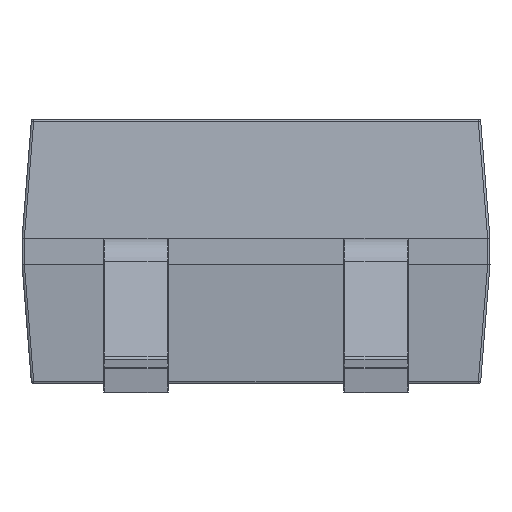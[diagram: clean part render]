
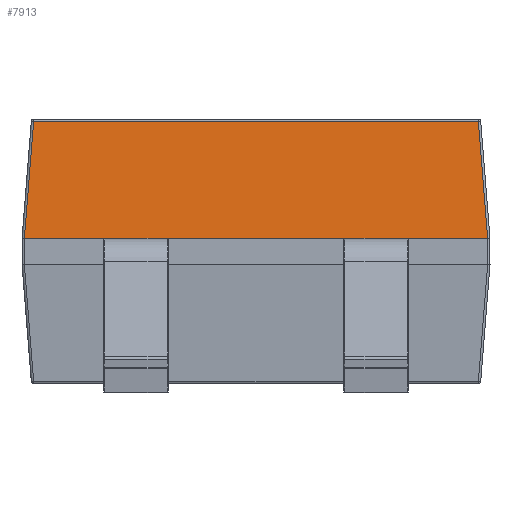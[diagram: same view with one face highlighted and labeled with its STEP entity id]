
A CAD part, front view. The second image highlights one B-rep face of the part: STEP entity #7913.
In plain terms, the highlighted planar face has unit normal (0, -0.997, 0.079).
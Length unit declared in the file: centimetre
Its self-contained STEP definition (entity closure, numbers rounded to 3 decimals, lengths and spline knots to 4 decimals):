
#48 = LINE ( 'NONE', #8943, #3033 ) ;
#278 = CARTESIAN_POINT ( 'NONE',  ( 0., -0.205, 0.1638 ) ) ;
#787 = ORIENTED_EDGE ( 'NONE', *, *, #10442, .T. ) ;
#894 = FACE_OUTER_BOUND ( 'NONE', #1163, .T. ) ;
#945 = EDGE_CURVE ( 'NONE', #5750, #6398, #48, .T. ) ;
#1152 = DIRECTION ( 'NONE',  ( 1., 0., 0. ) ) ;
#1159 = EDGE_CURVE ( 'NONE', #6398, #9563, #7336, .T. ) ;
#1163 = EDGE_LOOP ( 'NONE', ( #2324, #6851, #7683, #4046, #2551, #787, #4550, #8502 ) ) ;
#1688 = CARTESIAN_POINT ( 'NONE',  ( -0.16, -0.205, 0.1638 ) ) ;
#1764 = LINE ( 'NONE', #2630, #8121 ) ;
#1943 = VECTOR ( 'NONE', #1152, 100. ) ;
#2324 = ORIENTED_EDGE ( 'NONE', *, *, #2920, .T. ) ;
#2331 = VECTOR ( 'NONE', #6760, 100. ) ;
#2401 = EDGE_CURVE ( 'NONE', #5481, #10008, #3593, .T. ) ;
#2551 = ORIENTED_EDGE ( 'NONE', *, *, #1159, .T. ) ;
#2630 = CARTESIAN_POINT ( 'NONE',  ( 0.245, -0.205, 0.1638 ) ) ;
#2712 = VERTEX_POINT ( 'NONE', #9984 ) ;
#2863 = VECTOR ( 'NONE', #5719, 100. ) ;
#2874 = CARTESIAN_POINT ( 'NONE',  ( -0.094, -0.205, 0.1638 ) ) ;
#2900 = VECTOR ( 'NONE', #5125, 100. ) ;
#2920 = EDGE_CURVE ( 'NONE', #10008, #2712, #1764, .T. ) ;
#3033 = VECTOR ( 'NONE', #4830, 100. ) ;
#3096 = LINE ( 'NONE', #10719, #2863 ) ;
#3593 = LINE ( 'NONE', #4260, #7777 ) ;
#3934 = DIRECTION ( 'NONE',  ( 0., -0.997, 0.079 ) ) ;
#4046 = ORIENTED_EDGE ( 'NONE', *, *, #945, .T. ) ;
#4130 = VECTOR ( 'NONE', #5203, 100. ) ;
#4260 = CARTESIAN_POINT ( 'NONE',  ( 0., -0.205, 0.1638 ) ) ;
#4550 = ORIENTED_EDGE ( 'NONE', *, *, #7622, .T. ) ;
#4830 = DIRECTION ( 'NONE',  ( 1., 0., 0. ) ) ;
#5012 = VERTEX_POINT ( 'NONE', #7956 ) ;
#5125 = DIRECTION ( 'NONE',  ( 1., 0., 0. ) ) ;
#5203 = DIRECTION ( 'NONE',  ( -1., 0., 0. ) ) ;
#5481 = VERTEX_POINT ( 'NONE', #6064 ) ;
#5719 = DIRECTION ( 'NONE',  ( 1., 0., 0. ) ) ;
#5750 = VERTEX_POINT ( 'NONE', #10504 ) ;
#5894 = CARTESIAN_POINT ( 'NONE',  ( 0.245, -0.205, 0.1638 ) ) ;
#6003 = EDGE_CURVE ( 'NONE', #5012, #5750, #8951, .T. ) ;
#6064 = CARTESIAN_POINT ( 'NONE',  ( 0.16, -0.205, 0.1638 ) ) ;
#6337 = LINE ( 'NONE', #278, #1943 ) ;
#6347 = LINE ( 'NONE', #9344, #4130 ) ;
#6398 = VERTEX_POINT ( 'NONE', #1688 ) ;
#6760 = DIRECTION ( 'NONE',  ( -0.079, -0.079, -0.994 ) ) ;
#6789 = DIRECTION ( 'NONE',  ( 1., 0., 0. ) ) ;
#6851 = ORIENTED_EDGE ( 'NONE', *, *, #8287, .T. ) ;
#7336 = LINE ( 'NONE', #7655, #2900 ) ;
#7620 = CARTESIAN_POINT ( 'NONE',  ( 0.094, -0.205, 0.1638 ) ) ;
#7622 = EDGE_CURVE ( 'NONE', #8836, #5481, #3096, .T. ) ;
#7655 = CARTESIAN_POINT ( 'NONE',  ( 0., -0.205, 0.1638 ) ) ;
#7683 = ORIENTED_EDGE ( 'NONE', *, *, #6003, .T. ) ;
#7777 = VECTOR ( 'NONE', #6789, 100. ) ;
#7913 = ADVANCED_FACE ( 'NONE', ( #894 ), #8879, .T. ) ;
#7956 = CARTESIAN_POINT ( 'NONE',  ( -0.2352, -0.1952, 0.2877 ) ) ;
#8121 = VECTOR ( 'NONE', #8460, 100. ) ;
#8287 = EDGE_CURVE ( 'NONE', #2712, #5012, #6347, .T. ) ;
#8348 = CARTESIAN_POINT ( 'NONE',  ( -0.2352, -0.1952, 0.2877 ) ) ;
#8460 = DIRECTION ( 'NONE',  ( -0.079, 0.079, 0.994 ) ) ;
#8502 = ORIENTED_EDGE ( 'NONE', *, *, #2401, .T. ) ;
#8836 = VERTEX_POINT ( 'NONE', #7620 ) ;
#8879 = PLANE ( 'NONE',  #10135 ) ;
#8915 = CARTESIAN_POINT ( 'NONE',  ( 0., -0.2, 0.2269 ) ) ;
#8943 = CARTESIAN_POINT ( 'NONE',  ( 0., -0.205, 0.1638 ) ) ;
#8951 = LINE ( 'NONE', #8348, #2331 ) ;
#9344 = CARTESIAN_POINT ( 'NONE',  ( 0., -0.1952, 0.2877 ) ) ;
#9563 = VERTEX_POINT ( 'NONE', #2874 ) ;
#9749 = DIRECTION ( 'NONE',  ( 0., -0.079, -0.997 ) ) ;
#9984 = CARTESIAN_POINT ( 'NONE',  ( 0.2352, -0.1952, 0.2877 ) ) ;
#10008 = VERTEX_POINT ( 'NONE', #5894 ) ;
#10135 = AXIS2_PLACEMENT_3D ( 'NONE', #8915, #3934, #9749 ) ;
#10442 = EDGE_CURVE ( 'NONE', #9563, #8836, #6337, .T. ) ;
#10504 = CARTESIAN_POINT ( 'NONE',  ( -0.245, -0.205, 0.1638 ) ) ;
#10719 = CARTESIAN_POINT ( 'NONE',  ( 0., -0.205, 0.1638 ) ) ;
